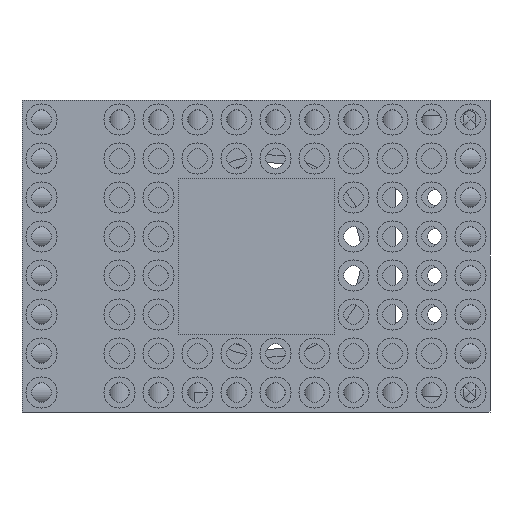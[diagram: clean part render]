
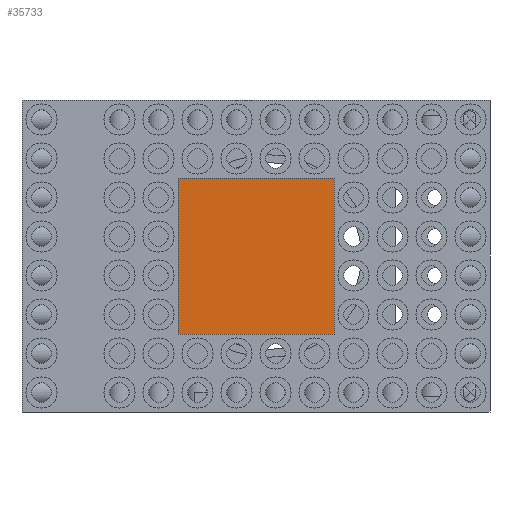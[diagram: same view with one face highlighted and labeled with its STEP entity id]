
A CAD part, front view. The second image highlights one B-rep face of the part: STEP entity #35733.
In plain terms, the highlighted planar face has unit normal (0, -1, 0).
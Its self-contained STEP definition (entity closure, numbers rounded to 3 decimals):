
#5613=FACE_OUTER_BOUND('',#7911,.T.);
#7911=EDGE_LOOP('',(#33180,#33181,#33182,#33183));
#12216=LINE('',#62730,#14527);
#12218=LINE('',#62734,#14529);
#12220=LINE('',#62738,#14531);
#12222=LINE('',#62741,#14533);
#14527=VECTOR('',#51262,40.);
#14529=VECTOR('',#51266,40.);
#14531=VECTOR('',#51270,40.);
#14533=VECTOR('',#51274,40.);
#17886=VERTEX_POINT('',#62727);
#17887=VERTEX_POINT('',#62729);
#17888=VERTEX_POINT('',#62733);
#17889=VERTEX_POINT('',#62737);
#22981=EDGE_CURVE('',#17887,#17886,#12216,.T.);
#22983=EDGE_CURVE('',#17888,#17887,#12218,.T.);
#22985=EDGE_CURVE('',#17889,#17888,#12220,.T.);
#22987=EDGE_CURVE('',#17886,#17889,#12222,.T.);
#33180=ORIENTED_EDGE('',*,*,#22981,.T.);
#33181=ORIENTED_EDGE('',*,*,#22987,.T.);
#33182=ORIENTED_EDGE('',*,*,#22985,.T.);
#33183=ORIENTED_EDGE('',*,*,#22983,.T.);
#33977=PLANE('',#40157);
#35733=ADVANCED_FACE('',(#5613),#33977,.F.);
#40157=AXIS2_PLACEMENT_3D('',#62742,#51275,#51276);
#51262=DIRECTION('',(0.,0.,1.));
#51266=DIRECTION('',(1.,0.,0.));
#51270=DIRECTION('',(0.,0.,-1.));
#51274=DIRECTION('',(-1.,0.,0.));
#51275=DIRECTION('center_axis',(0.,1.,0.));
#51276=DIRECTION('ref_axis',(0.,0.,1.));
#62727=CARTESIAN_POINT('',(20.,0.5,20.));
#62729=CARTESIAN_POINT('',(20.,0.5,-20.));
#62730=CARTESIAN_POINT('',(20.,0.5,-20.));
#62733=CARTESIAN_POINT('',(-20.,0.5,-20.));
#62734=CARTESIAN_POINT('',(-20.,0.5,-20.));
#62737=CARTESIAN_POINT('',(-20.,0.5,20.));
#62738=CARTESIAN_POINT('',(-20.,0.5,20.));
#62741=CARTESIAN_POINT('',(20.,0.5,20.));
#62742=CARTESIAN_POINT('Origin',(0.,0.5,0.));
